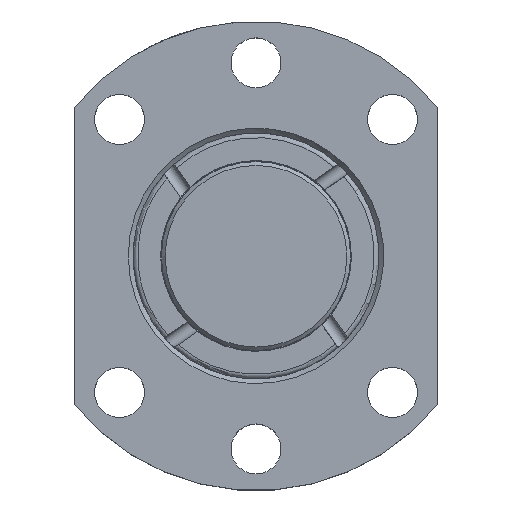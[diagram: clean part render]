
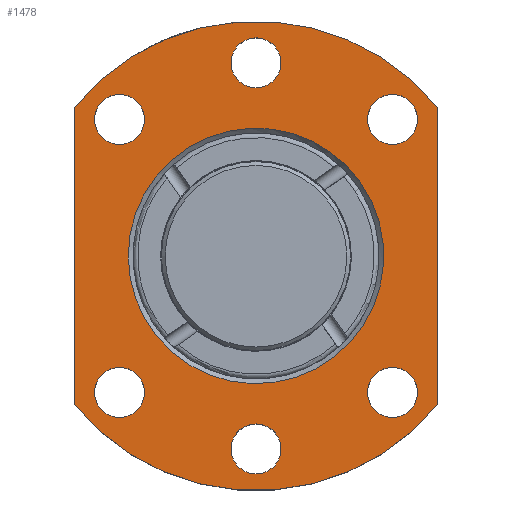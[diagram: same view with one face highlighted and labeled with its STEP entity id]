
A CAD part, top view. The second image highlights one B-rep face of the part: STEP entity #1478.
In plain terms, the highlighted planar face has unit normal (0, 0, 1).
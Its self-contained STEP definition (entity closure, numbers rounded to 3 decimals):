
#69=LINE('',#2660,#145);
#70=LINE('',#2661,#146);
#145=VECTOR('',#1947,1000.);
#146=VECTOR('',#1948,1000.);
#196=PLANE('',#1638);
#456=ORIENTED_EDGE('',*,*,#844,.T.);
#457=ORIENTED_EDGE('',*,*,#845,.T.);
#458=ORIENTED_EDGE('',*,*,#839,.F.);
#459=ORIENTED_EDGE('',*,*,#846,.T.);
#460=ORIENTED_EDGE('',*,*,#835,.F.);
#461=ORIENTED_EDGE('',*,*,#847,.T.);
#462=ORIENTED_EDGE('',*,*,#848,.T.);
#463=ORIENTED_EDGE('',*,*,#849,.T.);
#464=ORIENTED_EDGE('',*,*,#850,.T.);
#465=ORIENTED_EDGE('',*,*,#851,.T.);
#466=ORIENTED_EDGE('',*,*,#852,.T.);
#835=EDGE_CURVE('',#1006,#1007,#1099,.T.);
#839=EDGE_CURVE('',#1010,#1011,#1101,.T.);
#844=EDGE_CURVE('',#1015,#1015,#1103,.T.);
#845=EDGE_CURVE('',#1016,#1016,#1104,.T.);
#846=EDGE_CURVE('',#1010,#1007,#69,.T.);
#847=EDGE_CURVE('',#1006,#1011,#70,.T.);
#848=EDGE_CURVE('',#1017,#1017,#1105,.T.);
#849=EDGE_CURVE('',#1018,#1018,#1106,.T.);
#850=EDGE_CURVE('',#1019,#1019,#1107,.T.);
#851=EDGE_CURVE('',#1020,#1020,#1108,.T.);
#852=EDGE_CURVE('',#1021,#1021,#1109,.T.);
#1006=VERTEX_POINT('',#2627);
#1007=VERTEX_POINT('',#2628);
#1010=VERTEX_POINT('',#2636);
#1011=VERTEX_POINT('',#2637);
#1015=VERTEX_POINT('',#2657);
#1016=VERTEX_POINT('',#2659);
#1017=VERTEX_POINT('',#2663);
#1018=VERTEX_POINT('',#2665);
#1019=VERTEX_POINT('',#2667);
#1020=VERTEX_POINT('',#2669);
#1021=VERTEX_POINT('',#2671);
#1099=CIRCLE('',#1633,31.);
#1101=CIRCLE('',#1636,31.);
#1103=CIRCLE('',#1639,16.875);
#1104=CIRCLE('',#1640,3.3);
#1105=CIRCLE('',#1641,3.3);
#1106=CIRCLE('',#1642,3.3);
#1107=CIRCLE('',#1643,3.3);
#1108=CIRCLE('',#1644,3.3);
#1109=CIRCLE('',#1645,3.3);
#1179=EDGE_LOOP('',(#456));
#1180=EDGE_LOOP('',(#457));
#1181=EDGE_LOOP('',(#458,#459,#460,#461));
#1182=EDGE_LOOP('',(#462));
#1183=EDGE_LOOP('',(#463));
#1184=EDGE_LOOP('',(#464));
#1185=EDGE_LOOP('',(#465));
#1186=EDGE_LOOP('',(#466));
#1315=FACE_BOUND('',#1179,.T.);
#1316=FACE_BOUND('',#1180,.T.);
#1317=FACE_BOUND('',#1181,.T.);
#1318=FACE_BOUND('',#1182,.T.);
#1319=FACE_BOUND('',#1183,.T.);
#1320=FACE_BOUND('',#1184,.T.);
#1321=FACE_BOUND('',#1185,.T.);
#1322=FACE_BOUND('',#1186,.T.);
#1478=ADVANCED_FACE('',(#1315,#1316,#1317,#1318,#1319,#1320,#1321,#1322),
#196,.T.);
#1633=AXIS2_PLACEMENT_3D('',#2626,#1927,#1928);
#1636=AXIS2_PLACEMENT_3D('',#2635,#1935,#1936);
#1638=AXIS2_PLACEMENT_3D('',#2655,#1941,#1942);
#1639=AXIS2_PLACEMENT_3D('',#2656,#1943,#1944);
#1640=AXIS2_PLACEMENT_3D('',#2658,#1945,#1946);
#1641=AXIS2_PLACEMENT_3D('',#2662,#1949,#1950);
#1642=AXIS2_PLACEMENT_3D('',#2664,#1951,#1952);
#1643=AXIS2_PLACEMENT_3D('',#2666,#1953,#1954);
#1644=AXIS2_PLACEMENT_3D('',#2668,#1955,#1956);
#1645=AXIS2_PLACEMENT_3D('',#2670,#1957,#1958);
#1927=DIRECTION('',(0.,0.,-1.));
#1928=DIRECTION('',(-1.,0.,0.));
#1935=DIRECTION('',(0.,0.,-1.));
#1936=DIRECTION('',(-1.,0.,0.));
#1941=DIRECTION('',(0.,0.,1.));
#1942=DIRECTION('',(1.,0.,0.));
#1943=DIRECTION('',(0.,0.,-1.));
#1944=DIRECTION('',(-1.,0.,0.));
#1945=DIRECTION('',(0.,0.,-1.));
#1946=DIRECTION('',(-1.,0.,0.));
#1947=DIRECTION('',(0.,-1.,0.));
#1948=DIRECTION('',(0.,1.,0.));
#1949=DIRECTION('',(0.,0.,-1.));
#1950=DIRECTION('',(-1.,0.,0.));
#1951=DIRECTION('',(0.,0.,-1.));
#1952=DIRECTION('',(-1.,0.,0.));
#1953=DIRECTION('',(0.,0.,-1.));
#1954=DIRECTION('',(-1.,0.,0.));
#1955=DIRECTION('',(0.,0.,-1.));
#1956=DIRECTION('',(-1.,0.,0.));
#1957=DIRECTION('',(0.,0.,-1.));
#1958=DIRECTION('',(-1.,0.,0.));
#2626=CARTESIAN_POINT('',(0.,0.,145.));
#2627=CARTESIAN_POINT('',(24.,-19.621,145.));
#2628=CARTESIAN_POINT('',(-24.,-19.621,145.));
#2635=CARTESIAN_POINT('',(0.,0.,145.));
#2636=CARTESIAN_POINT('',(-24.,19.621,145.));
#2637=CARTESIAN_POINT('',(24.,19.621,145.));
#2655=CARTESIAN_POINT('',(0.,31.,145.));
#2656=CARTESIAN_POINT('',(0.,0.,145.));
#2657=CARTESIAN_POINT('',(-16.875,0.,145.));
#2658=CARTESIAN_POINT('',(0.,25.5,145.));
#2659=CARTESIAN_POINT('',(-3.3,25.5,145.));
#2660=CARTESIAN_POINT('',(-24.,36.,145.));
#2661=CARTESIAN_POINT('',(24.,-36.,145.));
#2662=CARTESIAN_POINT('',(-18.031,-18.031,145.));
#2663=CARTESIAN_POINT('',(-21.331,-18.031,145.));
#2664=CARTESIAN_POINT('',(0.,-25.5,145.));
#2665=CARTESIAN_POINT('',(-3.3,-25.5,145.));
#2666=CARTESIAN_POINT('',(18.031,-18.031,145.));
#2667=CARTESIAN_POINT('',(14.731,-18.031,145.));
#2668=CARTESIAN_POINT('',(-18.031,18.031,145.));
#2669=CARTESIAN_POINT('',(-21.331,18.031,145.));
#2670=CARTESIAN_POINT('',(18.031,18.031,145.));
#2671=CARTESIAN_POINT('',(14.731,18.031,145.));
